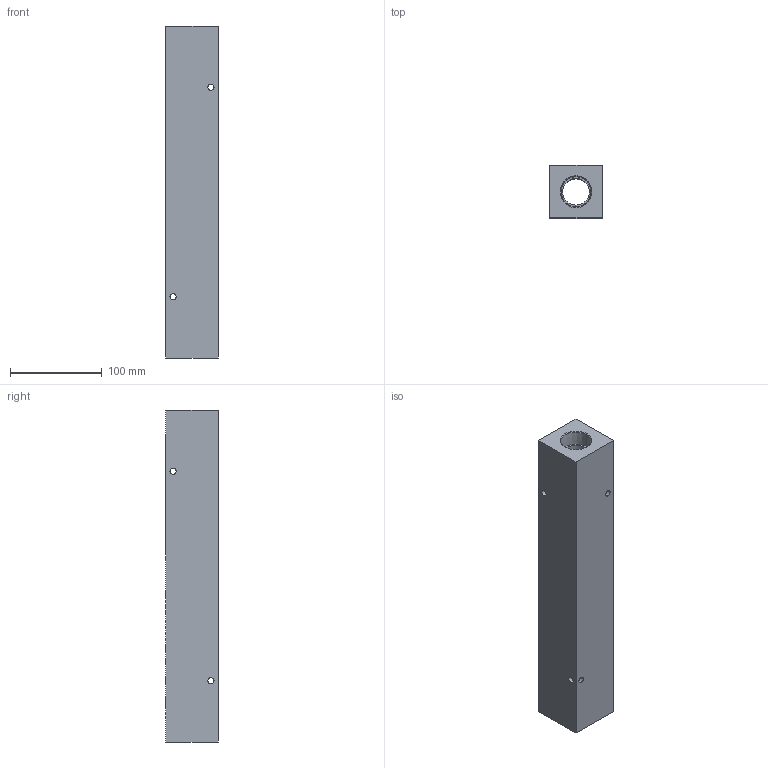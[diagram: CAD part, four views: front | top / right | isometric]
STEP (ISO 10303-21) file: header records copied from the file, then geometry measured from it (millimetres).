
FILE_DESCRIPTION (( 'STEP AP203' ), '1' );
FILE_NAME ('MRA-6GE.step', '2015-12-02T21:10:07', ( '' ), ( '' ), 'SwSTEP 2.0', 'SolidWorks 2015', '' );
FILE_SCHEMA (( 'CONFIG_CONTROL_DESIGN' ));
Length unit declared in the file: inch
Products named in the file (1): MRA-6GE
Bounding box: 57.15 x 57.15 x 361.95 mm (x, y, z)
Volume: 899139.4 mm3; surface area: 127997.2 mm2
Topology: 1 solids, 1 shells, 76 faces, 182 edges, 112 vertices
Faces by surface type: cone 32, cylinder 30, plane 14
Entity records: 2861 total; most frequent: CARTESIAN_POINT 971, DIRECTION 388, ORIENTED_EDGE 364, EDGE_CURVE 182, AXIS2_PLACEMENT_3D 157, VERTEX_POINT 112, EDGE_LOOP 106, CIRCLE 80
